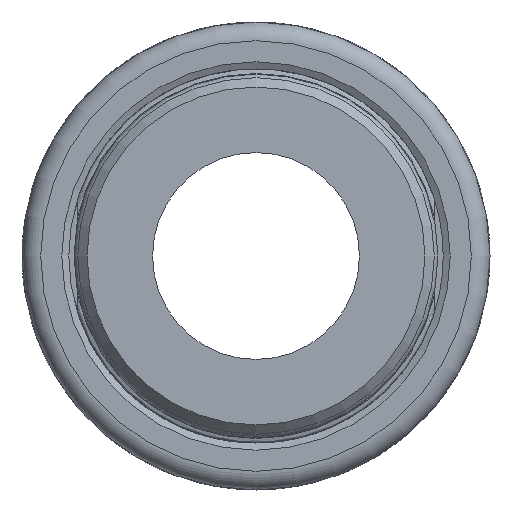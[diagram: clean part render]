
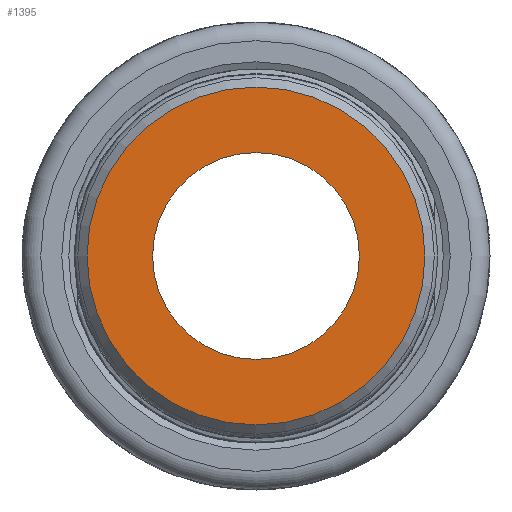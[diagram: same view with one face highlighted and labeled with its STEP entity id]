
A CAD part, left-side view. The second image highlights one B-rep face of the part: STEP entity #1395.
In plain terms, the highlighted planar face has unit normal (-1, 0, 0).
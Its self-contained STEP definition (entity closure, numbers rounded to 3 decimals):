
#71=FACE_BOUND('',#365,.T.);
#82=PLANE('',#1526);
#284=FACE_OUTER_BOUND('',#364,.T.);
#364=EDGE_LOOP('',(#993,#994));
#365=EDGE_LOOP('',(#995));
#468=CIRCLE('',#1524,18.05);
#469=CIRCLE('',#1525,18.05);
#470=CIRCLE('',#1527,11.049);
#575=VERTEX_POINT('',#2182);
#576=VERTEX_POINT('',#2184);
#577=VERTEX_POINT('',#2188);
#741=EDGE_CURVE('',#575,#576,#468,.T.);
#742=EDGE_CURVE('',#576,#575,#469,.T.);
#743=EDGE_CURVE('',#577,#577,#470,.T.);
#993=ORIENTED_EDGE('',*,*,#742,.F.);
#994=ORIENTED_EDGE('',*,*,#741,.F.);
#995=ORIENTED_EDGE('',*,*,#743,.T.);
#1395=ADVANCED_FACE('',(#284,#71),#82,.T.);
#1524=AXIS2_PLACEMENT_3D('',#2185,#1759,#1760);
#1525=AXIS2_PLACEMENT_3D('',#2186,#1761,#1762);
#1526=AXIS2_PLACEMENT_3D('',#2187,#1763,#1764);
#1527=AXIS2_PLACEMENT_3D('',#2189,#1765,#1766);
#1759=DIRECTION('center_axis',(1.,0.,0.));
#1760=DIRECTION('ref_axis',(0.,0.,-1.));
#1761=DIRECTION('center_axis',(1.,0.,0.));
#1762=DIRECTION('ref_axis',(0.,0.,-1.));
#1763=DIRECTION('center_axis',(-1.,0.,0.));
#1764=DIRECTION('ref_axis',(0.,0.,1.));
#1765=DIRECTION('center_axis',(1.,0.,0.));
#1766=DIRECTION('ref_axis',(0.,0.,-1.));
#2182=CARTESIAN_POINT('',(-80.,-18.05,0.));
#2184=CARTESIAN_POINT('',(-80.,18.05,0.));
#2185=CARTESIAN_POINT('Origin',(-80.,0.,0.));
#2186=CARTESIAN_POINT('Origin',(-80.,0.,0.));
#2187=CARTESIAN_POINT('Origin',(-80.,18.05,0.));
#2188=CARTESIAN_POINT('',(-80.,0.,11.049));
#2189=CARTESIAN_POINT('Origin',(-80.,0.,0.));
